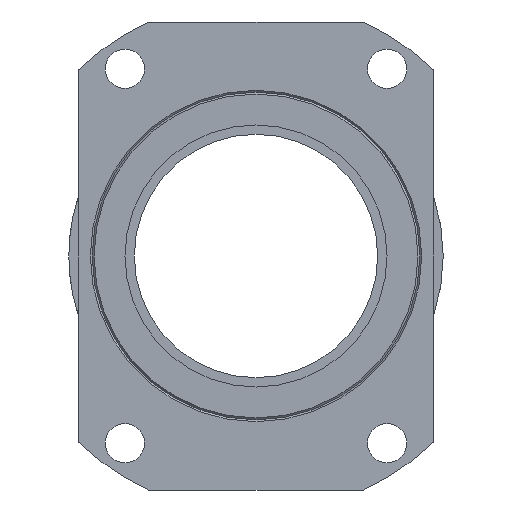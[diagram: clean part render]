
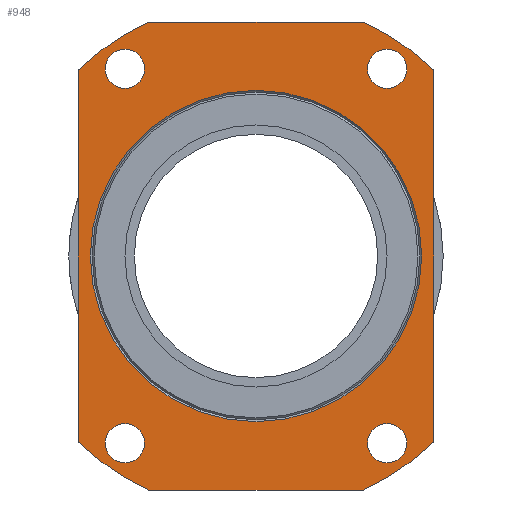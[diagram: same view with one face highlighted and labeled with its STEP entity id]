
A CAD part, left-side view. The second image highlights one B-rep face of the part: STEP entity #948.
In plain terms, the highlighted planar face has unit normal (-1, 0, 0).
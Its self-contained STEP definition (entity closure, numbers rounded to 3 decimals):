
#12=PLANE($,#1013);
#45=FACE_BOUND($,#134,.T.);
#46=FACE_BOUND($,#135,.T.);
#47=FACE_BOUND($,#136,.T.);
#48=FACE_BOUND($,#137,.T.);
#49=FACE_BOUND($,#138,.T.);
#85=FACE_OUTER_BOUND($,#133,.T.);
#133=EDGE_LOOP($,(#647,#648,#649,#650,#651,#652,#653,#654));
#134=EDGE_LOOP($,(#655));
#135=EDGE_LOOP($,(#656));
#136=EDGE_LOOP($,(#657));
#137=EDGE_LOOP($,(#658));
#138=EDGE_LOOP($,(#659));
#223=CIRCLE($,#1012,17.7);
#224=CIRCLE($,#1014,27.5);
#225=CIRCLE($,#1015,27.5);
#226=CIRCLE($,#1016,27.5);
#227=CIRCLE($,#1017,27.5);
#228=CIRCLE($,#1018,2.1);
#229=CIRCLE($,#1019,2.1);
#230=CIRCLE($,#1020,2.1);
#231=CIRCLE($,#1021,2.1);
#268=LINE($,#1566,#328);
#269=LINE($,#1570,#329);
#270=LINE($,#1574,#330);
#271=LINE($,#1578,#331);
#328=VECTOR($,#1136,39.762);
#329=VECTOR($,#1139,22.913);
#330=VECTOR($,#1142,39.762);
#331=VECTOR($,#1145,22.913);
#428=VERTEX_POINT($,#1561);
#429=VERTEX_POINT($,#1564);
#430=VERTEX_POINT($,#1565);
#431=VERTEX_POINT($,#1567);
#432=VERTEX_POINT($,#1569);
#433=VERTEX_POINT($,#1571);
#434=VERTEX_POINT($,#1573);
#435=VERTEX_POINT($,#1575);
#436=VERTEX_POINT($,#1577);
#437=VERTEX_POINT($,#1580);
#438=VERTEX_POINT($,#1582);
#439=VERTEX_POINT($,#1584);
#440=VERTEX_POINT($,#1586);
#519=EDGE_CURVE($,#428,#428,#223,.T.);
#520=EDGE_CURVE($,#429,#430,#268,.T.);
#521=EDGE_CURVE($,#430,#431,#224,.T.);
#522=EDGE_CURVE($,#431,#432,#269,.T.);
#523=EDGE_CURVE($,#432,#433,#225,.T.);
#524=EDGE_CURVE($,#433,#434,#270,.T.);
#525=EDGE_CURVE($,#434,#435,#226,.T.);
#526=EDGE_CURVE($,#435,#436,#271,.T.);
#527=EDGE_CURVE($,#436,#429,#227,.T.);
#528=EDGE_CURVE($,#437,#437,#228,.T.);
#529=EDGE_CURVE($,#438,#438,#229,.T.);
#530=EDGE_CURVE($,#439,#439,#230,.T.);
#531=EDGE_CURVE($,#440,#440,#231,.T.);
#647=ORIENTED_EDGE($,*,*,#520,.T.);
#648=ORIENTED_EDGE($,*,*,#521,.T.);
#649=ORIENTED_EDGE($,*,*,#522,.T.);
#650=ORIENTED_EDGE($,*,*,#523,.T.);
#651=ORIENTED_EDGE($,*,*,#524,.T.);
#652=ORIENTED_EDGE($,*,*,#525,.T.);
#653=ORIENTED_EDGE($,*,*,#526,.T.);
#654=ORIENTED_EDGE($,*,*,#527,.T.);
#655=ORIENTED_EDGE($,*,*,#528,.T.);
#656=ORIENTED_EDGE($,*,*,#529,.T.);
#657=ORIENTED_EDGE($,*,*,#530,.T.);
#658=ORIENTED_EDGE($,*,*,#531,.T.);
#659=ORIENTED_EDGE($,*,*,#519,.F.);
#948=ADVANCED_FACE($,(#85,#45,#46,#47,#48,#49),#12,.T.);
#1012=AXIS2_PLACEMENT_3D($,#1562,#1132,#1133);
#1013=AXIS2_PLACEMENT_3D($,#1563,#1134,#1135);
#1014=AXIS2_PLACEMENT_3D($,#1568,#1137,#1138);
#1015=AXIS2_PLACEMENT_3D($,#1572,#1140,#1141);
#1016=AXIS2_PLACEMENT_3D($,#1576,#1143,#1144);
#1017=AXIS2_PLACEMENT_3D($,#1579,#1146,#1147);
#1018=AXIS2_PLACEMENT_3D($,#1581,#1148,#1149);
#1019=AXIS2_PLACEMENT_3D($,#1583,#1150,#1151);
#1020=AXIS2_PLACEMENT_3D($,#1585,#1152,#1153);
#1021=AXIS2_PLACEMENT_3D($,#1587,#1154,#1155);
#1132=DIRECTION('center_axis',(-1.,0.,0.));
#1133=DIRECTION('ref_axis',(0.,-1.,0.));
#1134=DIRECTION('center_axis',(-1.,0.,0.));
#1135=DIRECTION('ref_axis',(0.,0.,1.));
#1136=DIRECTION($,(0.,0.,1.));
#1137=DIRECTION('center_axis',(-1.,0.,0.));
#1138=DIRECTION('ref_axis',(0.,1.,0.));
#1139=DIRECTION($,(0.,1.,0.));
#1140=DIRECTION('center_axis',(-1.,0.,0.));
#1141=DIRECTION('ref_axis',(0.,1.,0.));
#1142=DIRECTION($,(0.,0.,-1.));
#1143=DIRECTION('center_axis',(-1.,0.,0.));
#1144=DIRECTION('ref_axis',(0.,1.,0.));
#1145=DIRECTION($,(0.,-1.,0.));
#1146=DIRECTION('center_axis',(-1.,0.,0.));
#1147=DIRECTION('ref_axis',(0.,1.,0.));
#1148=DIRECTION('center_axis',(1.,0.,0.));
#1149=DIRECTION('ref_axis',(0.,0.,-1.));
#1150=DIRECTION('center_axis',(1.,0.,0.));
#1151=DIRECTION('ref_axis',(0.,0.,-1.));
#1152=DIRECTION('center_axis',(1.,0.,0.));
#1153=DIRECTION('ref_axis',(0.,0.,-1.));
#1154=DIRECTION('center_axis',(1.,0.,0.));
#1155=DIRECTION('ref_axis',(0.,0.,-1.));
#1561=CARTESIAN_POINT('',(0.,17.7,0.));
#1562=CARTESIAN_POINT('Origin',(0.,0.,
0.));
#1563=CARTESIAN_POINT('Origin',(0.,10.5,0.));
#1564=CARTESIAN_POINT('',(0.,-19.,-19.881));
#1565=CARTESIAN_POINT('',(0.,-19.,19.881));
#1566=CARTESIAN_POINT($,(0.,-19.,-9.94));
#1567=CARTESIAN_POINT('',(0.,-11.456,25.));
#1568=CARTESIAN_POINT('Origin',(0.,0.,
0.));
#1569=CARTESIAN_POINT('',(0.,11.456,25.));
#1570=CARTESIAN_POINT($,(0.,-0.478,25.));
#1571=CARTESIAN_POINT('',(0.,19.,19.881));
#1572=CARTESIAN_POINT('Origin',(0.,0.,
0.));
#1573=CARTESIAN_POINT('',(0.,19.,-19.881));
#1574=CARTESIAN_POINT($,(0.,19.,9.94));
#1575=CARTESIAN_POINT('',(0.,11.456,-25.));
#1576=CARTESIAN_POINT('Origin',(0.,0.,
0.));
#1577=CARTESIAN_POINT('',(0.,-11.456,-25.));
#1578=CARTESIAN_POINT($,(0.,10.978,-25.));
#1579=CARTESIAN_POINT('Origin',(0.,0.,
0.));
#1580=CARTESIAN_POINT('',(0.,14.,22.1));
#1581=CARTESIAN_POINT('Origin',(0.,14.,20.));
#1582=CARTESIAN_POINT('',(0.,-14.,-17.9));
#1583=CARTESIAN_POINT('Origin',(0.,-14.,-20.));
#1584=CARTESIAN_POINT('',(0.,14.,-17.9));
#1585=CARTESIAN_POINT('Origin',(0.,14.,-20.));
#1586=CARTESIAN_POINT('',(0.,-14.,22.1));
#1587=CARTESIAN_POINT('Origin',(0.,-14.,20.));
